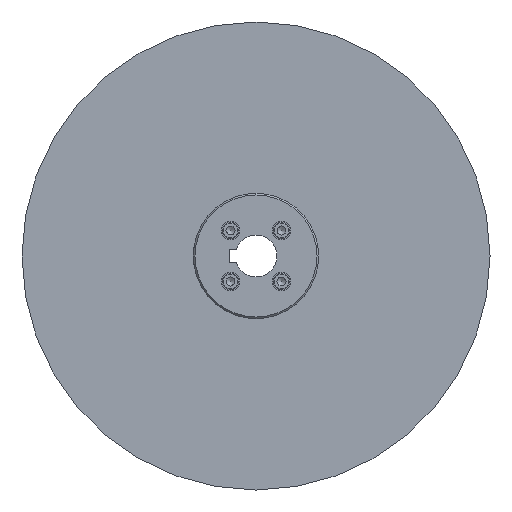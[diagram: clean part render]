
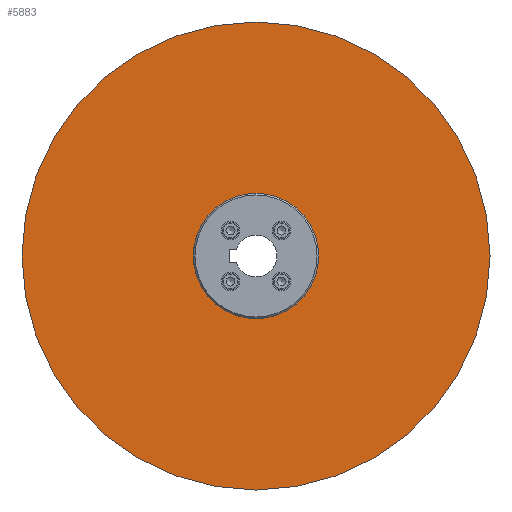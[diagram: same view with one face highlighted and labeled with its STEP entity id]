
A CAD part, left-side view. The second image highlights one B-rep face of the part: STEP entity #5883.
In plain terms, the highlighted planar face has unit normal (-1, 0, 0).
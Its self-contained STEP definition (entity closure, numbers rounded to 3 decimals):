
#130=FACE_BOUND('',#947,.T.);
#283=PLANE('',#6384);
#602=FACE_OUTER_BOUND('',#946,.T.);
#946=EDGE_LOOP('',(#4423,#4424));
#947=EDGE_LOOP('',(#4425,#4426));
#1998=CIRCLE('',#6331,37.5);
#1999=CIRCLE('',#6332,37.5);
#2031=CIRCLE('',#6385,140.);
#2032=CIRCLE('',#6386,140.);
#2489=VERTEX_POINT('',#9285);
#2490=VERTEX_POINT('',#9287);
#2524=VERTEX_POINT('',#9426);
#2525=VERTEX_POINT('',#9427);
#3194=EDGE_CURVE('',#2490,#2489,#1998,.T.);
#3195=EDGE_CURVE('',#2489,#2490,#1999,.T.);
#3243=EDGE_CURVE('',#2524,#2525,#2031,.T.);
#3244=EDGE_CURVE('',#2525,#2524,#2032,.T.);
#4423=ORIENTED_EDGE('',*,*,#3243,.F.);
#4424=ORIENTED_EDGE('',*,*,#3244,.F.);
#4425=ORIENTED_EDGE('',*,*,#3194,.T.);
#4426=ORIENTED_EDGE('',*,*,#3195,.T.);
#5883=ADVANCED_FACE('',(#602,#130),#283,.T.);
#6331=AXIS2_PLACEMENT_3D('',#9288,#7386,#7387);
#6332=AXIS2_PLACEMENT_3D('',#9289,#7388,#7389);
#6384=AXIS2_PLACEMENT_3D('',#9425,#7506,#7507);
#6385=AXIS2_PLACEMENT_3D('',#9428,#7508,#7509);
#6386=AXIS2_PLACEMENT_3D('',#9429,#7510,#7511);
#7386=DIRECTION('center_axis',(1.,0.,0.));
#7387=DIRECTION('ref_axis',(0.,1.,0.));
#7388=DIRECTION('center_axis',(1.,0.,0.));
#7389=DIRECTION('ref_axis',(0.,1.,0.));
#7506=DIRECTION('center_axis',(-1.,0.,0.));
#7507=DIRECTION('ref_axis',(0.,0.,-1.));
#7508=DIRECTION('center_axis',(1.,0.,0.));
#7509=DIRECTION('ref_axis',(0.,0.,1.));
#7510=DIRECTION('center_axis',(1.,0.,0.));
#7511=DIRECTION('ref_axis',(0.,0.,1.));
#9285=CARTESIAN_POINT('',(-72.,-37.5,0.));
#9287=CARTESIAN_POINT('',(-72.,37.5,0.));
#9288=CARTESIAN_POINT('Origin',(-72.,0.,
0.));
#9289=CARTESIAN_POINT('Origin',(-72.,0.,
0.));
#9425=CARTESIAN_POINT('Origin',(-72.,-140.,0.));
#9426=CARTESIAN_POINT('',(-72.,-140.,0.));
#9427=CARTESIAN_POINT('',(-72.,140.,0.));
#9428=CARTESIAN_POINT('Origin',(-72.,0.,
0.));
#9429=CARTESIAN_POINT('Origin',(-72.,0.,
0.));
